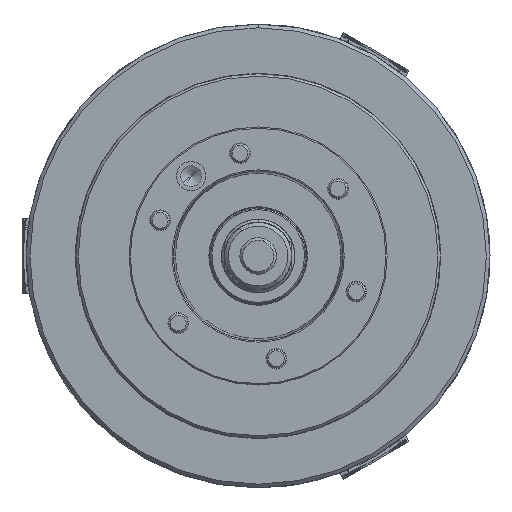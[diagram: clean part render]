
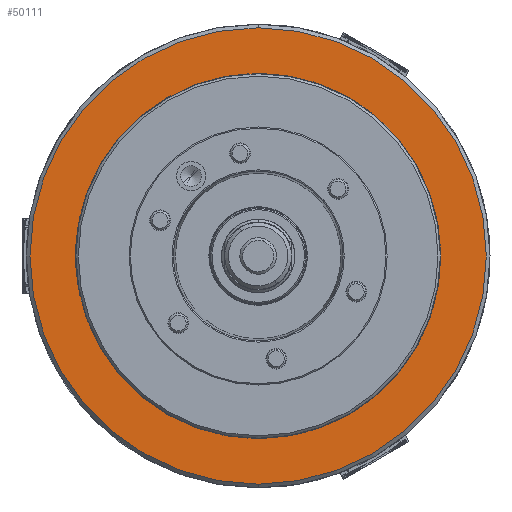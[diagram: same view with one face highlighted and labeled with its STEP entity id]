
A CAD part, left-side view. The second image highlights one B-rep face of the part: STEP entity #50111.
In plain terms, the highlighted planar face has unit normal (-1, 0, 0).
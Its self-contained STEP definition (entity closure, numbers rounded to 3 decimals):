
#78 = CIRCLE ( 'NONE', #31677, 150. ) ;
#3500 = AXIS2_PLACEMENT_3D ( 'NONE', #11528, #35314, #70699 ) ;
#5387 = EDGE_LOOP ( 'NONE', ( #46635, #8147 ) ) ;
#8147 = ORIENTED_EDGE ( 'NONE', *, *, #34484, .T. ) ;
#8398 = ORIENTED_EDGE ( 'NONE', *, *, #55338, .F. ) ;
#8431 = EDGE_CURVE ( 'NONE', #43566, #70361, #37679, .T. ) ;
#9719 = FACE_OUTER_BOUND ( 'NONE', #17784, .T. ) ;
#11511 = AXIS2_PLACEMENT_3D ( 'NONE', #14405, #61242, #13895 ) ;
#11528 = CARTESIAN_POINT ( 'NONE',  ( -116., 187.5, 0. ) ) ;
#13895 = DIRECTION ( 'NONE',  ( 0., 0., -1. ) ) ;
#14405 = CARTESIAN_POINT ( 'NONE',  ( -116., 0., 0. ) ) ;
#16785 = CIRCLE ( 'NONE', #38985, 187.5 ) ;
#16870 = CARTESIAN_POINT ( 'NONE',  ( -116., 0., 0. ) ) ;
#17784 = EDGE_LOOP ( 'NONE', ( #30389, #8398 ) ) ;
#20772 = CARTESIAN_POINT ( 'NONE',  ( -116., 0., -187.5 ) ) ;
#24363 = VERTEX_POINT ( 'NONE', #51304 ) ;
#27503 = DIRECTION ( 'NONE',  ( 0., 0., -1. ) ) ;
#30389 = ORIENTED_EDGE ( 'NONE', *, *, #8431, .F. ) ;
#31677 = AXIS2_PLACEMENT_3D ( 'NONE', #75220, #69525, #52278 ) ;
#34077 = AXIS2_PLACEMENT_3D ( 'NONE', #34536, #39252, #27503 ) ;
#34484 = EDGE_CURVE ( 'NONE', #59973, #24363, #78, .T. ) ;
#34536 = CARTESIAN_POINT ( 'NONE',  ( -116., 0., 0. ) ) ;
#35314 = DIRECTION ( 'NONE',  ( -1., 0., 0. ) ) ;
#37679 = CIRCLE ( 'NONE', #11511, 187.5 ) ;
#38985 = AXIS2_PLACEMENT_3D ( 'NONE', #16870, #75015, #63407 ) ;
#39252 = DIRECTION ( 'NONE',  ( 1., 0., 0. ) ) ;
#43566 = VERTEX_POINT ( 'NONE', #20772 ) ;
#46635 = ORIENTED_EDGE ( 'NONE', *, *, #58584, .T. ) ;
#50111 = ADVANCED_FACE ( 'NONE', ( #60590, #9719 ), #53193, .T. ) ;
#51304 = CARTESIAN_POINT ( 'NONE',  ( -116., 0., -150. ) ) ;
#52278 = DIRECTION ( 'NONE',  ( 0., 0., -1. ) ) ;
#53193 = PLANE ( 'NONE',  #3500 ) ;
#55338 = EDGE_CURVE ( 'NONE', #70361, #43566, #16785, .T. ) ;
#58584 = EDGE_CURVE ( 'NONE', #24363, #59973, #60819, .T. ) ;
#59973 = VERTEX_POINT ( 'NONE', #66368 ) ;
#60590 = FACE_BOUND ( 'NONE', #5387, .T. ) ;
#60819 = CIRCLE ( 'NONE', #34077, 150. ) ;
#61242 = DIRECTION ( 'NONE',  ( 1., 0., 0. ) ) ;
#63407 = DIRECTION ( 'NONE',  ( 0., 0., -1. ) ) ;
#66368 = CARTESIAN_POINT ( 'NONE',  ( -116., 0., 150. ) ) ;
#69525 = DIRECTION ( 'NONE',  ( 1., 0., 0. ) ) ;
#70361 = VERTEX_POINT ( 'NONE', #75188 ) ;
#70699 = DIRECTION ( 'NONE',  ( 0., 0., 1. ) ) ;
#75015 = DIRECTION ( 'NONE',  ( 1., 0., 0. ) ) ;
#75188 = CARTESIAN_POINT ( 'NONE',  ( -116., 0., 187.5 ) ) ;
#75220 = CARTESIAN_POINT ( 'NONE',  ( -116., 0., 0. ) ) ;
